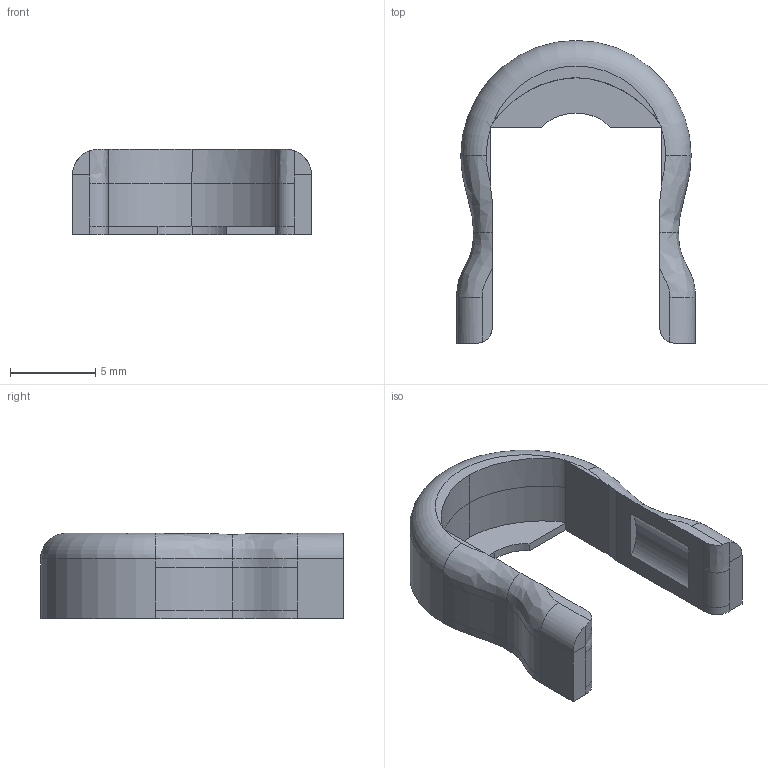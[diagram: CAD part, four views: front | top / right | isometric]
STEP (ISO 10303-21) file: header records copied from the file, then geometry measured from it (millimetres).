
FILE_DESCRIPTION(('HOOPS Exchange Step'),'2;1');
FILE_NAME('cover.stp','2024-11-09T09:23:56+09:00',('hayashi'),('Unknown organisation'),'HOOPS Exchange 2023.2','HOOPS Exchange','Unknown authorisation');
FILE_SCHEMA( ('AP203_CONFIGURATION_CONTROLLED_3D_DESIGN_OF_MECHANICAL_PARTS_AND_ASSEMBLIES_MIM_LF') );
Length unit declared in the file: millimetre
Products named in the file (1): Solid 1244
Bounding box: 14 x 17.75 x 5 mm (x, y, z)
Volume: 331.4 mm3; surface area: 575 mm2
Topology: 1 solids, 1 shells, 62 faces, 159 edges, 101 vertices
Faces by surface type: bspline 32, plane 25, cylinder 4, torus 1
Entity records: 3711 total; most frequent: CARTESIAN_POINT 2397, ORIENTED_EDGE 318, DIRECTION 175, EDGE_CURVE 159, VERTEX_POINT 101, VECTOR 83, LINE 83, EDGE_LOOP 64
